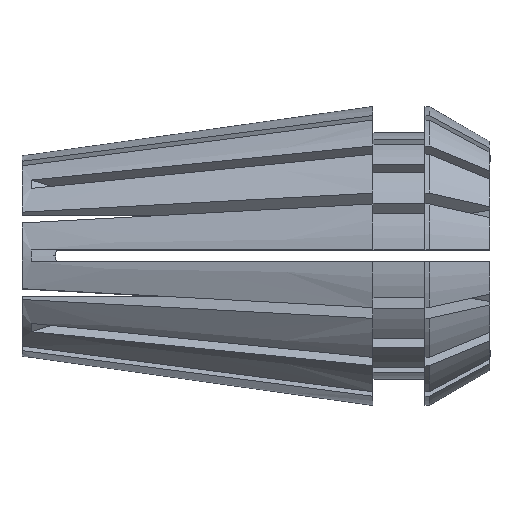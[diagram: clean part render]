
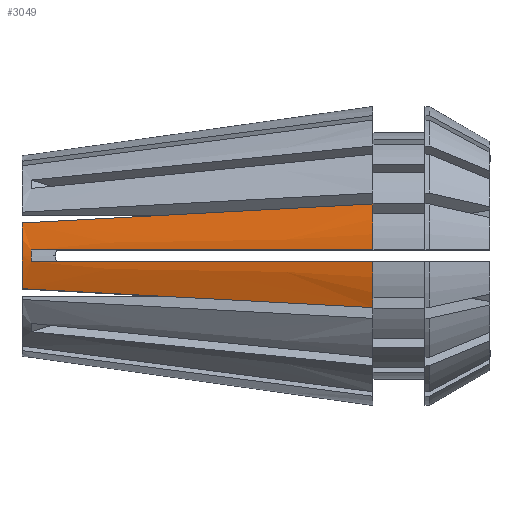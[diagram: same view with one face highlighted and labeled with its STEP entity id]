
A CAD part, top view. The second image highlights one B-rep face of the part: STEP entity #3049.
In plain terms, the highlighted conical face has half-angle 8 degrees and reference radius 5.753 mm.
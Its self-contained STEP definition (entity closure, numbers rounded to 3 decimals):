
#23 = ORIENTED_EDGE ( 'NONE', *, *, #596, .T. ) ;
#154 = VERTEX_POINT ( 'NONE', #910 ) ;
#158 = CARTESIAN_POINT ( 'NONE',  ( 6.703, 1.626, 4.514 ) ) ;
#307 = CARTESIAN_POINT ( 'NONE',  ( 8.969, 1.748, 4.808 ) ) ;
#316 = CARTESIAN_POINT ( 'NONE',  ( 13.5, -0.225, 5.749 ) ) ;
#472 = CARTESIAN_POINT ( 'NONE',  ( 11.234, 1.87, 5.103 ) ) ;
#505 = CARTESIAN_POINT ( 'NONE',  ( 13.5, 0.225, 5.749 ) ) ;
#520 = VERTEX_POINT ( 'NONE', #505 ) ;
#534 = CARTESIAN_POINT ( 'NONE',  ( 0.346, -0.075, 3.907 ) ) ;
#596 = EDGE_CURVE ( 'NONE', #5398, #4990, #4894, .T. ) ;
#756 = DIRECTION ( 'NONE',  ( 0., 0., -1. ) ) ;
#797 = ORIENTED_EDGE ( 'NONE', *, *, #1666, .T. ) ;
#884 = EDGE_CURVE ( 'NONE', #2641, #5398, #4575, .T. ) ;
#893 = CARTESIAN_POINT ( 'NONE',  ( 13.5, 0.225, 5.749 ) ) ;
#910 = CARTESIAN_POINT ( 'NONE',  ( 13.5, -1.992, 5.397 ) ) ;
#931 = ORIENTED_EDGE ( 'NONE', *, *, #3213, .F. ) ;
#947 = AXIS2_PLACEMENT_3D ( 'NONE', #3377, #3391, #3418 ) ;
#1012 = CARTESIAN_POINT ( 'NONE',  ( 0.361, 0.225, 3.9 ) ) ;
#1016 = CARTESIAN_POINT ( 'NONE',  ( 13.5, 1.992, 5.397 ) ) ;
#1104 = CARTESIAN_POINT ( 'NONE',  ( 13.5, 1.992, 5.397 ) ) ;
#1132 = AXIS2_PLACEMENT_3D ( 'NONE', #1232, #1242, #1249 ) ;
#1232 = CARTESIAN_POINT ( 'NONE',  ( 0., 0., 0. ) ) ;
#1242 = DIRECTION ( 'NONE',  ( -1., 0., 0. ) ) ;
#1249 = DIRECTION ( 'NONE',  ( 0., 0., 1. ) ) ;
#1301 = AXIS2_PLACEMENT_3D ( 'NONE', #3839, #2972, #756 ) ;
#1368 = CARTESIAN_POINT ( 'NONE',  ( 13.5, 0., 0. ) ) ;
#1417 = EDGE_CURVE ( 'NONE', #520, #4990, #5180, .T. ) ;
#1427 = ORIENTED_EDGE ( 'NONE', *, *, #4909, .T. ) ;
#1619 = FACE_OUTER_BOUND ( 'NONE', #2248, .T. ) ;
#1666 = EDGE_CURVE ( 'NONE', #2211, #154, #3710, .T. ) ;
#1834 = DIRECTION ( 'NONE',  ( 0., 0., 1. ) ) ;
#1990 = VERTEX_POINT ( 'NONE', #3165 ) ;
#1996 = CARTESIAN_POINT ( 'NONE',  ( 0.361, 0.225, 3.9 ) ) ;
#2029 = CARTESIAN_POINT ( 'NONE',  ( 0.361, -0.225, 3.9 ) ) ;
#2122 = CIRCLE ( 'NONE', #1132, 3.856 ) ;
#2211 = VERTEX_POINT ( 'NONE', #3334 ) ;
#2222 = AXIS2_PLACEMENT_3D ( 'NONE', #1368, #4396, #1834 ) ;
#2248 = EDGE_LOOP ( 'NONE', ( #931, #797, #2289, #3587, #23, #4404, #1427, #3848 ) ) ;
#2289 = ORIENTED_EDGE ( 'NONE', *, *, #3373, .T. ) ;
#2314 = CARTESIAN_POINT ( 'NONE',  ( 5.685, 0.225, 4.649 ) ) ;
#2343 = CARTESIAN_POINT ( 'NONE',  ( 9.592, 0.225, 5.199 ) ) ;
#2383 = B_SPLINE_CURVE_WITH_KNOTS ( 'NONE', 3,
 ( #5107, #5455, #5563, #158, #307, #472, #1016 ),
 .UNSPECIFIED., .F., .F.,
 ( 4, 3, 4 ),
 ( 0., 0.007, 0.014 ),
 .UNSPECIFIED. ) ;
#2410 = CONICAL_SURFACE ( 'NONE', #1301, 5.753, 0.14 ) ;
#2641 = VERTEX_POINT ( 'NONE', #316 ) ;
#2643 = VERTEX_POINT ( 'NONE', #1104 ) ;
#2690 = CARTESIAN_POINT ( 'NONE',  ( 0.833, 0.225, 3.966 ) ) ;
#2972 = DIRECTION ( 'NONE',  ( 1., 0., 0. ) ) ;
#3049 = ADVANCED_FACE ( 'NONE', ( #1619 ), #2410, .T. ) ;
#3165 = CARTESIAN_POINT ( 'NONE',  ( 0., 1.265, 3.642 ) ) ;
#3213 = EDGE_CURVE ( 'NONE', #2211, #1990, #2122, .T. ) ;
#3296 = CARTESIAN_POINT ( 'NONE',  ( 0., -1.265, 3.642 ) ) ;
#3334 = CARTESIAN_POINT ( 'NONE',  ( 0., -1.265, 3.642 ) ) ;
#3373 = EDGE_CURVE ( 'NONE', #154, #2641, #4572, .T. ) ;
#3377 = CARTESIAN_POINT ( 'NONE',  ( 13.5, 0., 0. ) ) ;
#3382 = CARTESIAN_POINT ( 'NONE',  ( 0.346, 0.075, 3.907 ) ) ;
#3391 = DIRECTION ( 'NONE',  ( -1., 0., 0. ) ) ;
#3418 = DIRECTION ( 'NONE',  ( 0., 0., 1. ) ) ;
#3518 = CARTESIAN_POINT ( 'NONE',  ( 0.361, 0.225, 3.9 ) ) ;
#3524 = EDGE_CURVE ( 'NONE', #1990, #2643, #2383, .T. ) ;
#3587 = ORIENTED_EDGE ( 'NONE', *, *, #884, .T. ) ;
#3634 = CARTESIAN_POINT ( 'NONE',  ( 1.777, 0.225, 4.099 ) ) ;
#3710 = B_SPLINE_CURVE_WITH_KNOTS ( 'NONE', 3,
 ( #3296, #5241, #3765, #4545, #4559, #4734, #4965 ),
 .UNSPECIFIED., .F., .F.,
 ( 4, 3, 4 ),
 ( 0., 0.007, 0.014 ),
 .UNSPECIFIED. ) ;
#3765 = CARTESIAN_POINT ( 'NONE',  ( 4.469, -1.506, 4.223 ) ) ;
#3839 = CARTESIAN_POINT ( 'NONE',  ( 13.5, 0., 0. ) ) ;
#3848 = ORIENTED_EDGE ( 'NONE', *, *, #3524, .F. ) ;
#4183 = CIRCLE ( 'NONE', #2222, 5.753 ) ;
#4396 = DIRECTION ( 'NONE',  ( -1., 0., 0. ) ) ;
#4404 = ORIENTED_EDGE ( 'NONE', *, *, #1417, .F. ) ;
#4545 = CARTESIAN_POINT ( 'NONE',  ( 6.703, -1.626, 4.514 ) ) ;
#4559 = CARTESIAN_POINT ( 'NONE',  ( 8.969, -1.748, 4.808 ) ) ;
#4572 = CIRCLE ( 'NONE', #947, 5.753 ) ;
#4575 = B_SPLINE_CURVE_WITH_KNOTS ( 'NONE', 3,
 ( #4623, #4838, #4854, #4868, #4918, #4934, #5010 ),
 .UNSPECIFIED., .F., .F.,
 ( 4, 3, 4 ),
 ( 0.023, 0.034, 0.036 ),
 .UNSPECIFIED. ) ;
#4623 = CARTESIAN_POINT ( 'NONE',  ( 13.5, -0.225, 5.749 ) ) ;
#4734 = CARTESIAN_POINT ( 'NONE',  ( 11.234, -1.87, 5.103 ) ) ;
#4800 = CARTESIAN_POINT ( 'NONE',  ( 0.361, -0.225, 3.9 ) ) ;
#4838 = CARTESIAN_POINT ( 'NONE',  ( 9.592, -0.225, 5.199 ) ) ;
#4854 = CARTESIAN_POINT ( 'NONE',  ( 5.685, -0.225, 4.649 ) ) ;
#4868 = CARTESIAN_POINT ( 'NONE',  ( 1.777, -0.225, 4.099 ) ) ;
#4894 = B_SPLINE_CURVE_WITH_KNOTS ( 'NONE', 3,
 ( #2029, #534, #3382, #1996 ),
 .UNSPECIFIED., .F., .F.,
 ( 4, 4 ),
 ( 0., 0. ),
 .UNSPECIFIED. ) ;
#4909 = EDGE_CURVE ( 'NONE', #520, #2643, #4183, .T. ) ;
#4918 = CARTESIAN_POINT ( 'NONE',  ( 1.305, -0.225, 4.033 ) ) ;
#4934 = CARTESIAN_POINT ( 'NONE',  ( 0.833, -0.225, 3.966 ) ) ;
#4965 = CARTESIAN_POINT ( 'NONE',  ( 13.5, -1.992, 5.397 ) ) ;
#4990 = VERTEX_POINT ( 'NONE', #1012 ) ;
#5010 = CARTESIAN_POINT ( 'NONE',  ( 0.361, -0.225, 3.9 ) ) ;
#5107 = CARTESIAN_POINT ( 'NONE',  ( 0., 1.265, 3.642 ) ) ;
#5122 = CARTESIAN_POINT ( 'NONE',  ( 1.305, 0.225, 4.033 ) ) ;
#5180 = B_SPLINE_CURVE_WITH_KNOTS ( 'NONE', 3,
 ( #893, #2343, #2314, #3634, #5122, #2690, #3518 ),
 .UNSPECIFIED., .F., .F.,
 ( 4, 3, 4 ),
 ( 0.023, 0.034, 0.036 ),
 .UNSPECIFIED. ) ;
#5241 = CARTESIAN_POINT ( 'NONE',  ( 2.234, -1.385, 3.933 ) ) ;
#5398 = VERTEX_POINT ( 'NONE', #4800 ) ;
#5455 = CARTESIAN_POINT ( 'NONE',  ( 2.234, 1.385, 3.933 ) ) ;
#5563 = CARTESIAN_POINT ( 'NONE',  ( 4.469, 1.506, 4.223 ) ) ;
